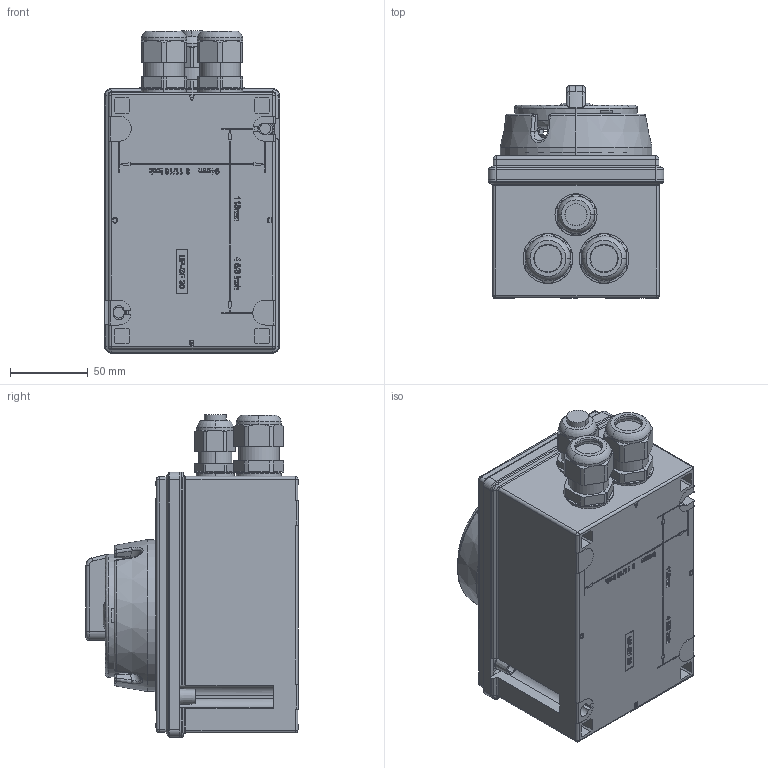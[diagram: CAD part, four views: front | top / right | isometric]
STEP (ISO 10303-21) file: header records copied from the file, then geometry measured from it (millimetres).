
FILE_DESCRIPTION (( 'STEP AP203' ), '1' );
FILE_NAME ('8146_5-V37-302-__-____-201404.STEP', '2014-09-11T11:42:10', ( '' ), ( '' ), 'SwSTEP 2.0', 'SolidWorks 2014', '' );
FILE_SCHEMA (( 'CONFIG_CONTROL_DESIGN' ));
Length unit declared in the file: millimetre
Products named in the file (32): 520_813_0; 81_610_78_01_0_Stutzen_Vereinfacht; 86_049_01_52_0_148005; 509_642_0; 8146_5-V37-302-__-____-201404; 81_610_78_01_0_Dichtung; 86_048_02_16_0_239416; 86_049_01_14_0_156010; 81_610_78_01_0_Reduzierdichtung; 81_610_77_01_0_Stutzen; 86_040_01_14_0_Gr.1_Dichtung; 81_469_51_04_0; 81_610_78_01_0_Hutmutter_Vereinfacht; 81_610_77_01_0_Dichtung; 86_040_01_14_0_Gr.1_224233; 81_469_14_05_0; Anschlussgewindedichtung_M25; 81_610_77_01_0_Hutmutter_Vereinfacht; 86_049_11_16_0_239116; 81_460_01_05_0_Dichtung; Staubschutzkappe_M25; Anschlussgewindedichtung_M20; 515_761_0; 81_460_01_05_0; 81_610_78_01_0_Vereinfacht; 81_619_01_59_0_81_619_03_59_0; 86_049_01_85_0_156013; 85_379_96_85_0; 81_610_30_37_0_Vereinfacht; 86_040_02_16_0_239090; 509_642_0_1_montiert
Assembly tree (35 placements, depth 5):
  8146_5-V37-302-__-____-201404
    81_469_51_04_0
    81_460_01_05_0
      81_469_14_05_0
      81_460_01_05_0_Dichtung
    509_642_0  x4
      509_642_0
      509_642_0_1_montiert
    86_048_02_16_0_239416
      86_040_02_16_0_239090
        86_040_01_14_0_Gr.1_224233
          86_049_01_14_0_156010
          86_040_01_14_0_Gr.1_Dichtung
        86_049_11_16_0_239116
        515_761_0
        86_049_01_85_0_156013
      86_049_01_52_0_148005
    81_610_30_37_0_Vereinfacht
      81_610_77_01_0_Stutzen
      81_610_77_01_0_Dichtung
      81_610_77_01_0_Hutmutter_Vereinfacht
      Anschlussgewindedichtung_M20
      81_619_01_59_0_81_619_03_59_0
    81_610_78_01_0_Vereinfacht  x2
      81_610_78_01_0_Stutzen_Vereinfacht
      81_610_78_01_0_Dichtung
      81_610_78_01_0_Reduzierdichtung
      81_610_78_01_0_Hutmutter_Vereinfacht
      Anschlussgewindedichtung_M25
      Staubschutzkappe_M25
    85_379_96_85_0
    520_813_0
Bounding box: 112.5 x 136.1 x 206.77 mm (x, y, z)
Volume: 498780.7 mm3; surface area: 326202.6 mm2
Topology: 36 solids, 36 shells, 5341 faces, 13852 edges, 8851 vertices
Faces by surface type: plane 2482, bspline 1004, cylinder 921, cone 604, torus 302, sphere 28
Entity records: 194662 total; most frequent: CARTESIAN_POINT 81194, ORIENTED_EDGE 24654, DIRECTION 19862, EDGE_CURVE 12327, VERTEX_POINT 7929, VECTOR 6998, LINE 6998, AXIS2_PLACEMENT_3D 6432
